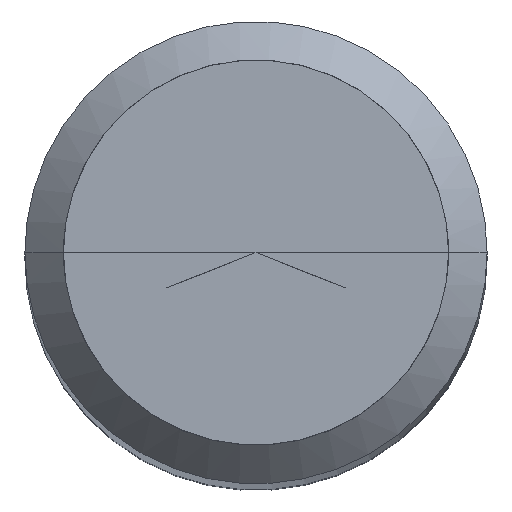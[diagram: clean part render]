
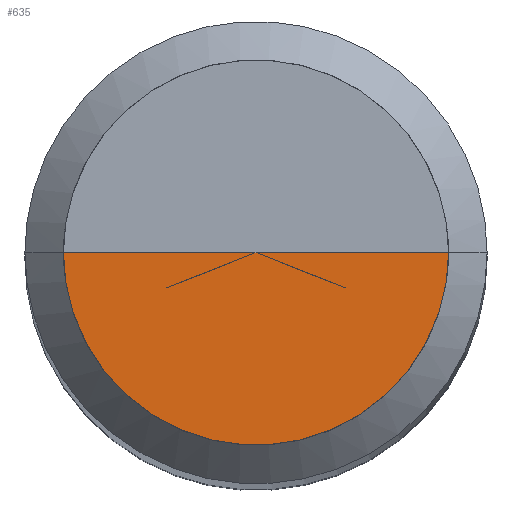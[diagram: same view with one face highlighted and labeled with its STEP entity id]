
A CAD part, top view. The second image highlights one B-rep face of the part: STEP entity #635.
In plain terms, the highlighted free-form (B-spline) face has degree [1, 2] with [2, 5] control points.
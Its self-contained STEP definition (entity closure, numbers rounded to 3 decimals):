
#367=CARTESIAN_POINT('',(2.5,0.0,44.0));
#371=CARTESIAN_POINT('',(-2.5,0.0,44.0));
#372=CARTESIAN_POINT('',(0.0,0.0,44.0));
#376=CARTESIAN_POINT('',(-2.5,-2.5,44.0));
#377=CARTESIAN_POINT('',(0.0,-2.5,44.0));
#378=CARTESIAN_POINT('',(2.5,-2.5,44.0));
#620=(
BOUNDED_SURFACE()
B_SPLINE_SURFACE(1,2,(
(#371,#376,#377,#378,#367),
(#372,#372,#372,#372,#372)
), .UNSPECIFIED.,.F.,.F.,.F.)
B_SPLINE_SURFACE_WITH_KNOTS((2,2),(3,2,3),(
0.0,1.0),(
0.0,0.5,1.0), .UNSPECIFIED.)
GEOMETRIC_REPRESENTATION_ITEM()
RATIONAL_B_SPLINE_SURFACE(((1.0,0.707,1.0,0.707,1.0),
(1.0,0.707,1.0,0.707,1.0)
))
REPRESENTATION_ITEM('')
SURFACE()
);
#621=(
BOUNDED_CURVE()
B_SPLINE_CURVE(1,(#372,#367),.UNSPECIFIED.,.F.,.F.)
B_SPLINE_CURVE_WITH_KNOTS((2,2),
(0.0,1.0),.UNSPECIFIED.)
CURVE()
GEOMETRIC_REPRESENTATION_ITEM()
RATIONAL_B_SPLINE_CURVE((1.0,1.0))
REPRESENTATION_ITEM('')
);
#622=(
BOUNDED_CURVE()
B_SPLINE_CURVE(2,(#367,#378,#377,#376,#371),.UNSPECIFIED.,.F.,.F.)
B_SPLINE_CURVE_WITH_KNOTS((3,2,3),
(0.0,0.5,1.0),.UNSPECIFIED.)
CURVE()
GEOMETRIC_REPRESENTATION_ITEM()
RATIONAL_B_SPLINE_CURVE((1.0,0.707,1.0,0.707,1.0))
REPRESENTATION_ITEM('')
);
#623=(
BOUNDED_CURVE()
B_SPLINE_CURVE(1,(#371,#372),.UNSPECIFIED.,.F.,.F.)
B_SPLINE_CURVE_WITH_KNOTS((2,2),
(0.0,1.0),.UNSPECIFIED.)
CURVE()
GEOMETRIC_REPRESENTATION_ITEM()
RATIONAL_B_SPLINE_CURVE((1.0,1.0))
REPRESENTATION_ITEM('')
);
#624=VERTEX_POINT('',#367);
#625=VERTEX_POINT('',#371);
#626=VERTEX_POINT('',#372);
#627=EDGE_CURVE('',#626,#624,#621,.T.);
#628=EDGE_CURVE('',#624,#625,#622,.T.);
#629=EDGE_CURVE('',#625,#626,#623,.T.);
#630=ORIENTED_EDGE('',*,*,#627,.T.);
#631=ORIENTED_EDGE('',*,*,#628,.T.);
#632=ORIENTED_EDGE('',*,*,#629,.T.);
#633=EDGE_LOOP('',(#630,#631,#632));
#634=FACE_OUTER_BOUND('',#633,.T.);
#635=ADVANCED_FACE('',(#634),#620,.T.);
